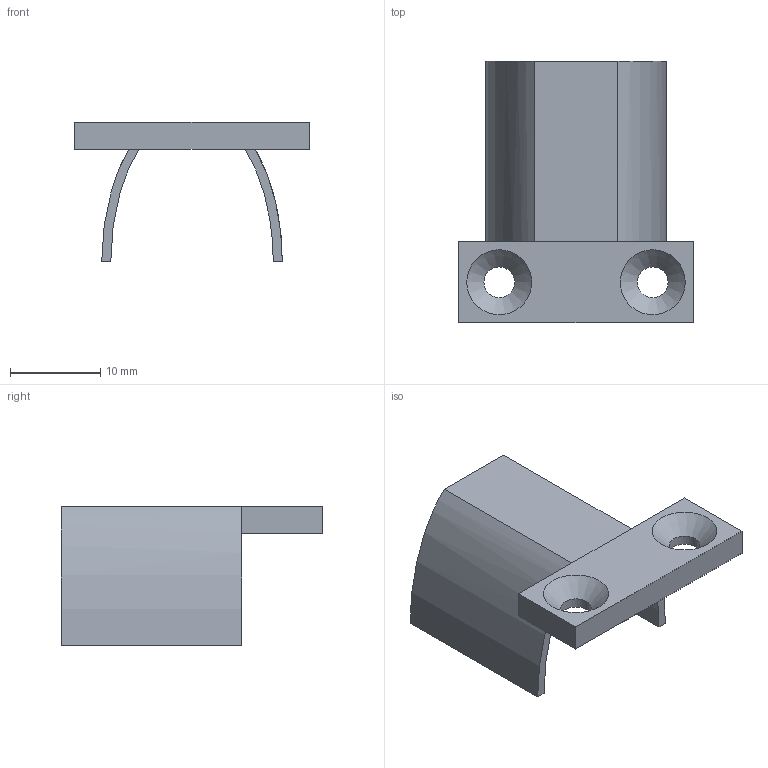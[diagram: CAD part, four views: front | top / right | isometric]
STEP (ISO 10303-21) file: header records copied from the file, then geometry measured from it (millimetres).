
FILE_DESCRIPTION(('FreeCAD Model'),'2;1');
FILE_NAME('Open CASCADE Shape Model','2025-07-20T22:22:58',(''),(''), 'Open CASCADE STEP processor 7.8','FreeCAD','Unknown');
FILE_SCHEMA(('AUTOMOTIVE_DESIGN { 1 0 10303 214 1 1 1 1 }'));
Length unit declared in the file: millimetre
Products named in the file (1): Motor_cover
Bounding box: 26 x 29 x 15.5 mm (x, y, z)
Volume: 1820.2 mm3; surface area: 2398.2 mm2
Topology: 1 solids, 1 shells, 22 faces, 52 edges, 32 vertices
Faces by surface type: plane 14, extrusion 4, cylinder 2, cone 2
Full cylindrical faces by diameter (mm): 3.4 x2
Entity records: 1352 total; most frequent: CARTESIAN_POINT 223, DIRECTION 220, VECTOR 130, LINE 126, ORIENTED_EDGE 104, PCURVE 104, DEFINITIONAL_REPRESENTATION 104, EDGE_CURVE 52
